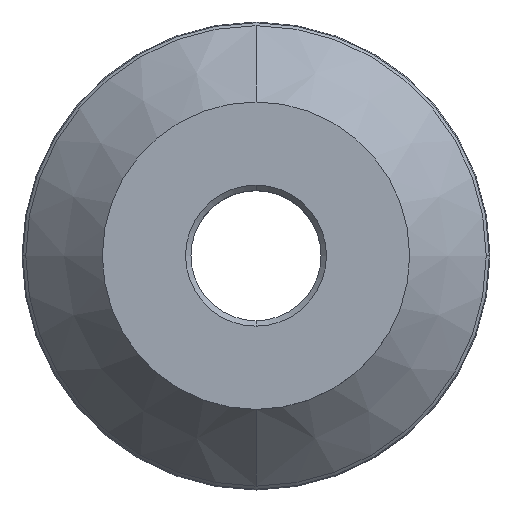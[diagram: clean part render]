
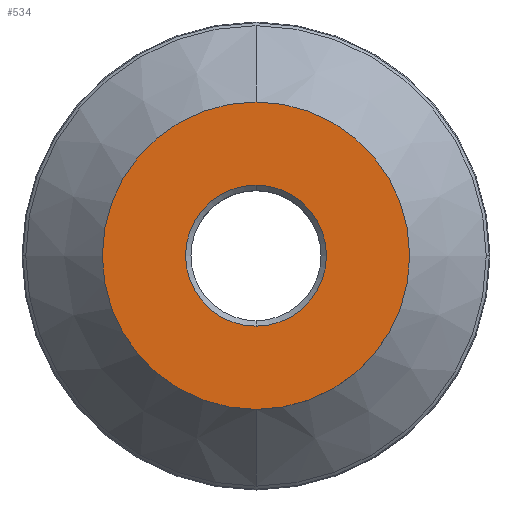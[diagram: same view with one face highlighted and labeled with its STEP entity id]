
A CAD part, top view. The second image highlights one B-rep face of the part: STEP entity #534.
In plain terms, the highlighted planar face has unit normal (0, 0, 1).
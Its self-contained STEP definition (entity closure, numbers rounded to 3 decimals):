
#328=VERTEX_POINT('',#870);
#352=EDGE_CURVE('',#768,#328,#895,.T.);
#354=EDGE_CURVE('',#550,#620,#897,.T.);
#534=ADVANCED_FACE('',(#1095,#1096),#1097,.T.);
#550=VERTEX_POINT('',#1115);
#590=EDGE_CURVE('',#328,#768,#1157,.T.);
#620=VERTEX_POINT('',#1188);
#658=EDGE_CURVE('',#620,#550,#1231,.T.);
#768=VERTEX_POINT('',#1351);
#870=CARTESIAN_POINT('',(0.0,20.638,0.0));
#895=CIRCLE('',#1496,20.638);
#897=CIRCLE('',#1499,45.0);
#1095=FACE_BOUND('',#1745,.T.);
#1096=FACE_OUTER_BOUND('',#1746,.T.);
#1097=PLANE('',#1747);
#1115=CARTESIAN_POINT('',(0.0,45.0,0.0));
#1157=CIRCLE('',#1825,20.638);
#1188=CARTESIAN_POINT('',(0.,-45.0,0.0));
#1231=CIRCLE('',#1918,45.0);
#1351=CARTESIAN_POINT('',(0.,-20.638,0.0));
#1496=AXIS2_PLACEMENT_3D('',#2221,#2222,#2223);
#1499=AXIS2_PLACEMENT_3D('',#2224,#2225,#2226);
#1745=EDGE_LOOP('',(#2498,#2499));
#1746=EDGE_LOOP('',(#2500,#2501));
#1747=AXIS2_PLACEMENT_3D('',#2502,#2503,#2504);
#1825=AXIS2_PLACEMENT_3D('',#2574,#2575,#2576);
#1918=AXIS2_PLACEMENT_3D('',#2672,#2673,#2674);
#2221=CARTESIAN_POINT('',(0.0,0.0,0.0));
#2222=DIRECTION('',(-0.0,0.0,-1.0));
#2223=DIRECTION('',(0.0,1.0,0.0));
#2224=CARTESIAN_POINT('',(0.0,0.0,0.0));
#2225=DIRECTION('',(0.0,0.0,-1.0));
#2226=DIRECTION('',(0.0,1.0,0.0));
#2498=ORIENTED_EDGE('',*,*,#590,.T.);
#2499=ORIENTED_EDGE('',*,*,#352,.T.);
#2500=ORIENTED_EDGE('',*,*,#354,.F.);
#2501=ORIENTED_EDGE('',*,*,#658,.F.);
#2502=CARTESIAN_POINT('',(0.0,22.5,0.0));
#2503=DIRECTION('',(-0.0,0.0,1.0));
#2504=DIRECTION('',(0.0,-1.0,0.0));
#2574=CARTESIAN_POINT('',(0.0,0.0,0.0));
#2575=DIRECTION('',(-0.0,0.0,-1.0));
#2576=DIRECTION('',(0.0,1.0,0.0));
#2672=CARTESIAN_POINT('',(0.0,0.0,0.0));
#2673=DIRECTION('',(0.0,0.0,-1.0));
#2674=DIRECTION('',(0.0,1.0,0.0));
